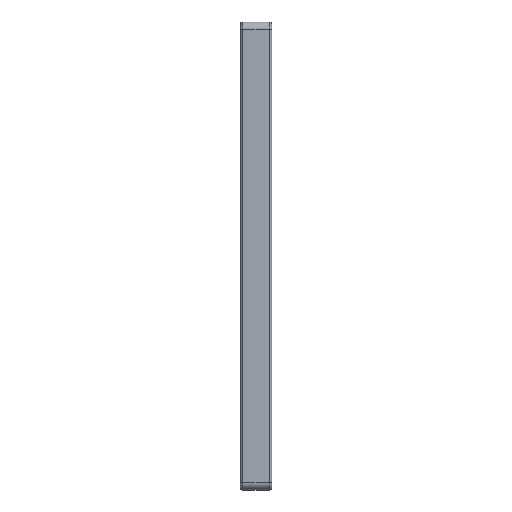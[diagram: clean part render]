
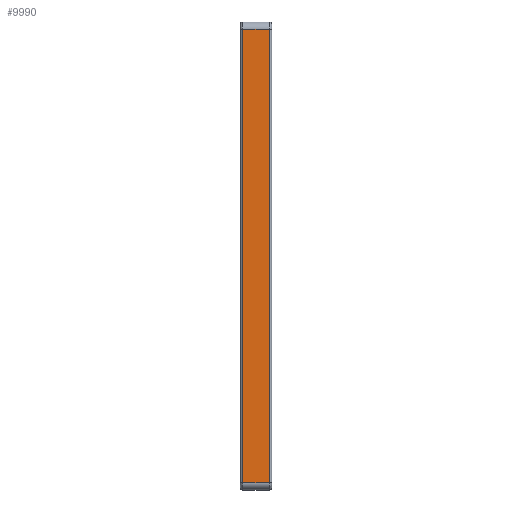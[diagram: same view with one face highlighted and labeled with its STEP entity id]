
A CAD part, front view. The second image highlights one B-rep face of the part: STEP entity #9990.
In plain terms, the highlighted planar face has unit normal (0, -1, 0).
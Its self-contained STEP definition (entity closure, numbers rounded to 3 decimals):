
#340 = LINE ( 'NONE', #8179, #9358 ) ;
#412 = CARTESIAN_POINT ( 'NONE',  ( -0.257, -14.755, 68.296 ) ) ;
#428 = ORIENTED_EDGE ( 'NONE', *, *, #9394, .T. ) ;
#1034 = VERTEX_POINT ( 'NONE', #12607 ) ;
#1037 = DIRECTION ( 'NONE',  ( 0., -1., 0. ) ) ;
#1038 = LINE ( 'NONE', #13341, #2792 ) ;
#1587 = FACE_OUTER_BOUND ( 'NONE', #8598, .T. ) ;
#1750 = CARTESIAN_POINT ( 'NONE',  ( 2.543, -14.755, 19.696 ) ) ;
#2789 = DIRECTION ( 'NONE',  ( 0., 0., -1. ) ) ;
#2792 = VECTOR ( 'NONE', #4231, 1000. ) ;
#2806 = VECTOR ( 'NONE', #8475, 1000. ) ;
#2873 = EDGE_CURVE ( 'NONE', #9822, #2991, #4316, .T. ) ;
#2991 = VERTEX_POINT ( 'NONE', #412 ) ;
#3780 = CARTESIAN_POINT ( 'NONE',  ( -0.257, -14.755, 34.096 ) ) ;
#3961 = CARTESIAN_POINT ( 'NONE',  ( 2.843, -14.755, 34.096 ) ) ;
#4231 = DIRECTION ( 'NONE',  ( 1., 0., 0. ) ) ;
#4316 = LINE ( 'NONE', #6557, #2806 ) ;
#4384 = CARTESIAN_POINT ( 'NONE',  ( 2.543, -14.755, 68.296 ) ) ;
#4802 = PLANE ( 'NONE',  #9323 ) ;
#6489 = ORIENTED_EDGE ( 'NONE', *, *, #6565, .T. ) ;
#6557 = CARTESIAN_POINT ( 'NONE',  ( 2.843, -14.755, 68.296 ) ) ;
#6565 = EDGE_CURVE ( 'NONE', #1034, #9748, #1038, .T. ) ;
#7039 = ORIENTED_EDGE ( 'NONE', *, *, #2873, .T. ) ;
#7869 = EDGE_CURVE ( 'NONE', #9822, #9748, #340, .T. ) ;
#8179 = CARTESIAN_POINT ( 'NONE',  ( 2.543, -14.755, 34.096 ) ) ;
#8475 = DIRECTION ( 'NONE',  ( -1., 0., 0. ) ) ;
#8598 = EDGE_LOOP ( 'NONE', ( #13098, #7039, #428, #6489 ) ) ;
#8643 = VECTOR ( 'NONE', #12197, 1000. ) ;
#9323 = AXIS2_PLACEMENT_3D ( 'NONE', #3961, #1037, #11396 ) ;
#9358 = VECTOR ( 'NONE', #2789, 1000. ) ;
#9394 = EDGE_CURVE ( 'NONE', #2991, #1034, #13297, .T. ) ;
#9748 = VERTEX_POINT ( 'NONE', #1750 ) ;
#9822 = VERTEX_POINT ( 'NONE', #4384 ) ;
#9990 = ADVANCED_FACE ( 'NONE', ( #1587 ), #4802, .T. ) ;
#11396 = DIRECTION ( 'NONE',  ( 0., 0., -1. ) ) ;
#12197 = DIRECTION ( 'NONE',  ( 0., 0., -1. ) ) ;
#12607 = CARTESIAN_POINT ( 'NONE',  ( -0.257, -14.755, 19.696 ) ) ;
#13098 = ORIENTED_EDGE ( 'NONE', *, *, #7869, .F. ) ;
#13297 = LINE ( 'NONE', #3780, #8643 ) ;
#13341 = CARTESIAN_POINT ( 'NONE',  ( 2.843, -14.755, 19.696 ) ) ;
